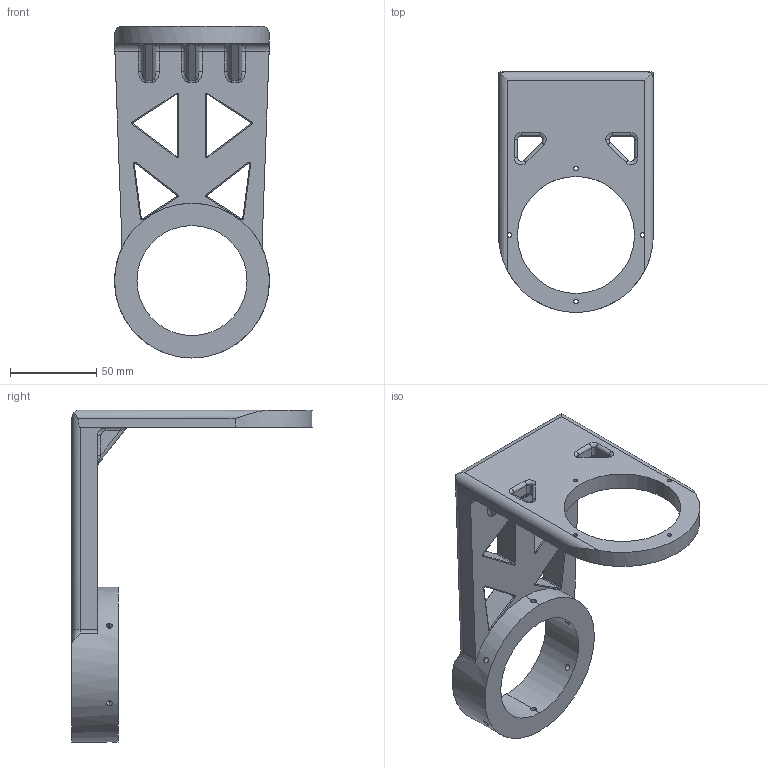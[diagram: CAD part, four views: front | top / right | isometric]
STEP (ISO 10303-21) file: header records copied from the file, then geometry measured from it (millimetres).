
FILE_DESCRIPTION (( 'STEP AP214' ), '1' );
FILE_NAME ('thigh2.step', '2024-09-12T07:58:17', ( '' ), ( '' ), 'SwSTEP 2.0', 'SolidWorks 2021', '' );
FILE_SCHEMA (( 'AUTOMOTIVE_DESIGN' ));
Length unit declared in the file: millimetre
Products named in the file (1): thigh2
Bounding box: 90 x 140 x 193.01 mm (x, y, z)
Volume: 267579.3 mm3; surface area: 62491.9 mm2
Topology: 1 solids, 1 shells, 238 faces, 594 edges, 357 vertices
Faces by surface type: cylinder 130, torus 54, plane 42, bspline 12
Entity records: 8124 total; most frequent: CARTESIAN_POINT 2357, DIRECTION 1267, ORIENTED_EDGE 1188, EDGE_CURVE 594, AXIS2_PLACEMENT_3D 516, VERTEX_POINT 357, CIRCLE 289, EDGE_LOOP 273
